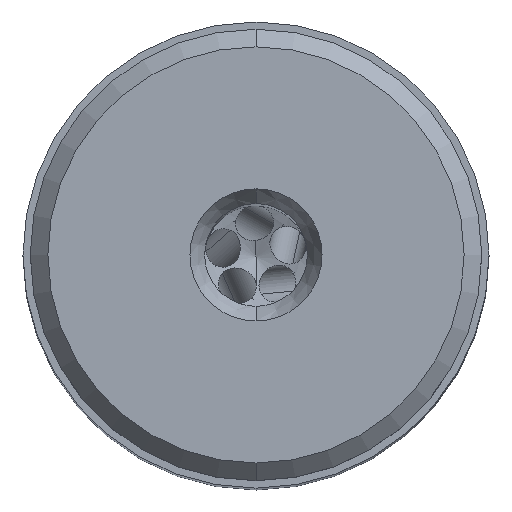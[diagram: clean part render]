
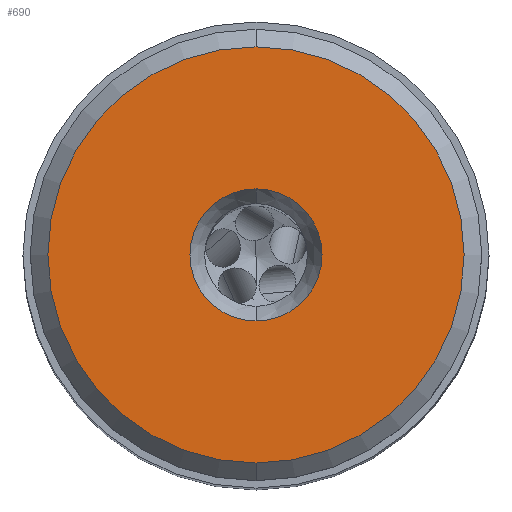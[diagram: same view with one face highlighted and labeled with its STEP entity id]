
A CAD part, top view. The second image highlights one B-rep face of the part: STEP entity #690.
In plain terms, the highlighted planar face has unit normal (0, 0, 1).
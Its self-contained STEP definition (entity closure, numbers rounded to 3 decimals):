
#238=FACE_BOUND('',#1923,.T.);
#239=FACE_BOUND('',#1924,.T.);
#383=PLANE('',#9767);
#690=ADVANCED_FACE('',(#238,#239),#383,.T.);
#1923=EDGE_LOOP('',(#5313,#5314));
#1924=EDGE_LOOP('',(#5315,#5316));
#2278=CIRCLE('',#9762,4.5);
#2279=CIRCLE('',#9764,14.175);
#2280=CIRCLE('',#9765,14.175);
#2281=CIRCLE('',#9766,4.5);
#5313=ORIENTED_EDGE('',*,*,#8177,.F.);
#5314=ORIENTED_EDGE('',*,*,#8178,.F.);
#5315=ORIENTED_EDGE('',*,*,#8176,.F.);
#5316=ORIENTED_EDGE('',*,*,#8179,.F.);
#7004=VERTEX_POINT('',#20131);
#7005=VERTEX_POINT('',#20133);
#7006=VERTEX_POINT('',#20137);
#7007=VERTEX_POINT('',#20138);
#8176=EDGE_CURVE('',#7005,#7004,#2278,.T.);
#8177=EDGE_CURVE('',#7006,#7007,#2279,.T.);
#8178=EDGE_CURVE('',#7007,#7006,#2280,.T.);
#8179=EDGE_CURVE('',#7004,#7005,#2281,.T.);
#9762=AXIS2_PLACEMENT_3D('',#20134,#11613,#11614);
#9764=AXIS2_PLACEMENT_3D('',#20136,#11617,#11618);
#9765=AXIS2_PLACEMENT_3D('',#20139,#11619,#11620);
#9766=AXIS2_PLACEMENT_3D('',#20140,#11621,#11622);
#9767=AXIS2_PLACEMENT_3D('',#20141,#11623,#11624);
#11613=DIRECTION('',(0.,0.,1.));
#11614=DIRECTION('',(0.,1.,0.));
#11617=DIRECTION('',(0.,0.,-1.));
#11618=DIRECTION('',(0.,-1.,0.));
#11619=DIRECTION('',(0.,0.,-1.));
#11620=DIRECTION('',(0.,1.,0.));
#11621=DIRECTION('',(0.,0.,1.));
#11622=DIRECTION('',(0.,-1.,0.));
#11623=DIRECTION('',(0.,0.,1.));
#11624=DIRECTION('',(-1.,0.,0.));
#20131=CARTESIAN_POINT('',(0.,-4.5,0.));
#20133=CARTESIAN_POINT('',(0.,4.5,0.));
#20134=CARTESIAN_POINT('',(0.,0.,0.));
#20136=CARTESIAN_POINT('',(0.,0.,0.));
#20137=CARTESIAN_POINT('',(0.,-14.175,0.));
#20138=CARTESIAN_POINT('',(0.,14.175,0.));
#20139=CARTESIAN_POINT('',(0.,0.,0.));
#20140=CARTESIAN_POINT('',(0.,0.,0.));
#20141=CARTESIAN_POINT('',(0.,0.,0.));
